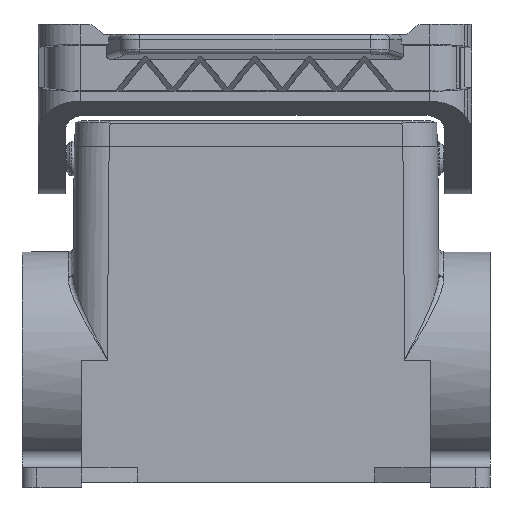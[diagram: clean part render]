
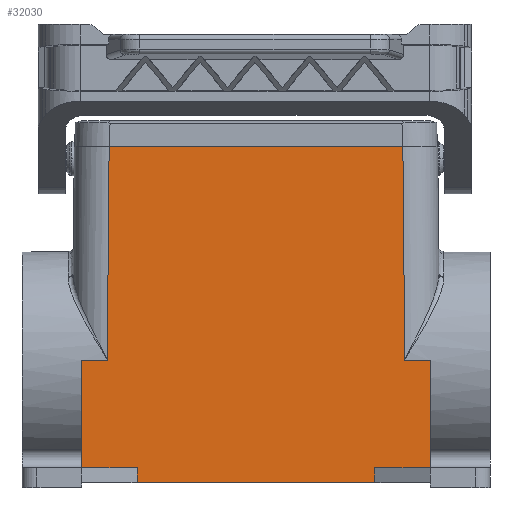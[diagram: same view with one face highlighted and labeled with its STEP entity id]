
A CAD part, front view. The second image highlights one B-rep face of the part: STEP entity #32030.
In plain terms, the highlighted face is planar.
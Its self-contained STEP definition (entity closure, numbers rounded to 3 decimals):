
#1630=CARTESIAN_POINT('',(76.191,55.126,45.5));
#1640=VERTEX_POINT('',#1630);
#1890=CARTESIAN_POINT('',(76.191,55.314,67.));
#1900=VERTEX_POINT('',#1890);
#1930=CARTESIAN_POINT('',(76.191,54.729,0.));
#1940=DIRECTION('',(-0.,-0.009,-1.));
#1950=VECTOR('',#1940,1.);
#1960=LINE('',#1930,#1950);
#1970=EDGE_CURVE('',#1900,#1640,#1960,.T.);
#8530=CARTESIAN_POINT('',(11.317,55.124,
45.309));
#8540=VERTEX_POINT('',#8530);
#15090=CARTESIAN_POINT('',(11.713,54.728,
-0.061));
#15100=DIRECTION('',(-0.009,0.009,
1.));
#15110=VECTOR('',#15100,1.);
#15120=LINE('',#15090,#15110);
#15130=CARTESIAN_POINT('',(11.315,55.126,45.5));
#15140=VERTEX_POINT('',#15130);
#15150=EDGE_CURVE('',#8540,#15140,#15120,.T.);
#27560=CARTESIAN_POINT('',(70.691,54.751,2.5))
;
#27570=VERTEX_POINT('',#27560);
#27600=CARTESIAN_POINT('',(0.,54.751,2.5));
#27610=DIRECTION('',(1.,0.,0.));
#27620=VECTOR('',#27610,1.);
#27630=LINE('',#27600,#27620);
#27640=CARTESIAN_POINT('',(11.691,54.751,2.5));
#27650=VERTEX_POINT('',#27640);
#27660=EDGE_CURVE('',#27650,#27570,#27630,.T.);
#30460=CARTESIAN_POINT('',(71.065,55.124,
45.309));
#30470=VERTEX_POINT('',#30460);
#30500=CARTESIAN_POINT('',(70.669,54.728,
-0.061));
#30510=DIRECTION('',(0.009,0.009,
1.));
#30520=VECTOR('',#30510,1.);
#30530=LINE('',#30500,#30520);
#30540=EDGE_CURVE('',#27570,#30470,#30530,.T.);
#31260=CARTESIAN_POINT('',(4.691,54.729,0.
));
#31270=DIRECTION('',(0.,1.,-0.009));
#31280=DIRECTION('',(1.,0.,0.));
#31290=AXIS2_PLACEMENT_3D('',#31260,#31270,#31280);
#31300=PLANE('',#31290);
#31310=CARTESIAN_POINT('',(0.,55.126,45.5));
#31320=DIRECTION('',(1.,-0.,0.));
#31330=VECTOR('',#31320,1.);
#31340=LINE('',#31310,#31330);
#31350=CARTESIAN_POINT('',(6.191,55.126,45.5));
#31360=VERTEX_POINT('',#31350);
#31370=EDGE_CURVE('',#31360,#15140,#31340,.T.);
#31380=ORIENTED_EDGE('',*,*,#31370,.F.);
#31390=ORIENTED_EDGE('',*,*,#15150,.T.);
#31400=EDGE_CURVE('',#27650,#8540,#15120,.T.);
#31410=ORIENTED_EDGE('',*,*,#31400,.T.);
#31420=ORIENTED_EDGE('',*,*,#27660,.F.);
#31430=ORIENTED_EDGE('',*,*,#30540,.F.);
#31440=CARTESIAN_POINT('',(71.066,55.126,45.5));
#31450=VERTEX_POINT('',#31440);
#31460=EDGE_CURVE('',#30470,#31450,#30530,.T.);
#31470=ORIENTED_EDGE('',*,*,#31460,.F.);
#31480=CARTESIAN_POINT('',(0.,55.126,45.5));
#31490=DIRECTION('',(-1.,0.,0.));
#31500=VECTOR('',#31490,1.);
#31510=LINE('',#31480,#31500);
#31520=EDGE_CURVE('',#1640,#31450,#31510,.T.);
#31530=ORIENTED_EDGE('',*,*,#31520,.T.);
#31540=ORIENTED_EDGE('',*,*,#1970,.T.);
#31550=CARTESIAN_POINT('',(0.,55.314,67.));
#31560=DIRECTION('',(-1.,0.,-0.));
#31570=VECTOR('',#31560,1.);
#31580=LINE('',#31550,#31570);
#31590=CARTESIAN_POINT('',(65.041,55.314,67.));
#31600=VERTEX_POINT('',#31590);
#31610=EDGE_CURVE('',#1900,#31600,#31580,.T.);
#31620=ORIENTED_EDGE('',*,*,#31610,.F.);
#31630=CARTESIAN_POINT('',(64.029,54.729,
0.));
#31640=DIRECTION('',(-0.015,-0.009,
-1.));
#31650=VECTOR('',#31640,1.);
#31660=LINE('',#31630,#31650);
#31670=CARTESIAN_POINT('',(65.087,55.34,70.));
#31680=VERTEX_POINT('',#31670);
#31690=EDGE_CURVE('',#31680,#31600,#31660,.T.);
#31700=ORIENTED_EDGE('',*,*,#31690,.T.);
#31710=CARTESIAN_POINT('',(0.,55.34,70.));
#31720=DIRECTION('',(-1.,0.,0.));
#31730=VECTOR('',#31720,1.);
#31740=LINE('',#31710,#31730);
#31750=CARTESIAN_POINT('',(17.295,55.34,70.));
#31760=VERTEX_POINT('',#31750);
#31770=EDGE_CURVE('',#31680,#31760,#31740,.T.);
#31780=ORIENTED_EDGE('',*,*,#31770,.F.);
#31790=CARTESIAN_POINT('',(18.353,54.729,0.));
#31800=DIRECTION('',(0.015,-0.009,
-1.));
#31810=VECTOR('',#31800,1.);
#31820=LINE('',#31790,#31810);
#31830=CARTESIAN_POINT('',(17.34,55.314,67.));
#31840=VERTEX_POINT('',#31830);
#31850=EDGE_CURVE('',#31760,#31840,#31820,.T.);
#31860=ORIENTED_EDGE('',*,*,#31850,.F.);
#31870=CARTESIAN_POINT('',(0.,55.314,67.));
#31880=DIRECTION('',(1.,-0.,0.));
#31890=VECTOR('',#31880,1.);
#31900=LINE('',#31870,#31890);
#31910=CARTESIAN_POINT('',(6.191,55.314,67.));
#31920=VERTEX_POINT('',#31910);
#31930=EDGE_CURVE('',#31920,#31840,#31900,.T.);
#31940=ORIENTED_EDGE('',*,*,#31930,.T.);
#31950=CARTESIAN_POINT('',(6.191,54.729,0.));
#31960=DIRECTION('',(-0.,-0.009,-1.));
#31970=VECTOR('',#31960,1.);
#31980=LINE('',#31950,#31970);
#31990=EDGE_CURVE('',#31920,#31360,#31980,.T.);
#32000=ORIENTED_EDGE('',*,*,#31990,.F.);
#32010=EDGE_LOOP('',(#32000,#31940,#31860,#31780,#31700,#31620,#31540,
#31530,#31470,#31430,#31420,#31410,#31390,#31380));
#32020=FACE_OUTER_BOUND('',#32010,.T.);
#32030=ADVANCED_FACE('',(#32020),#31300,.T.);
